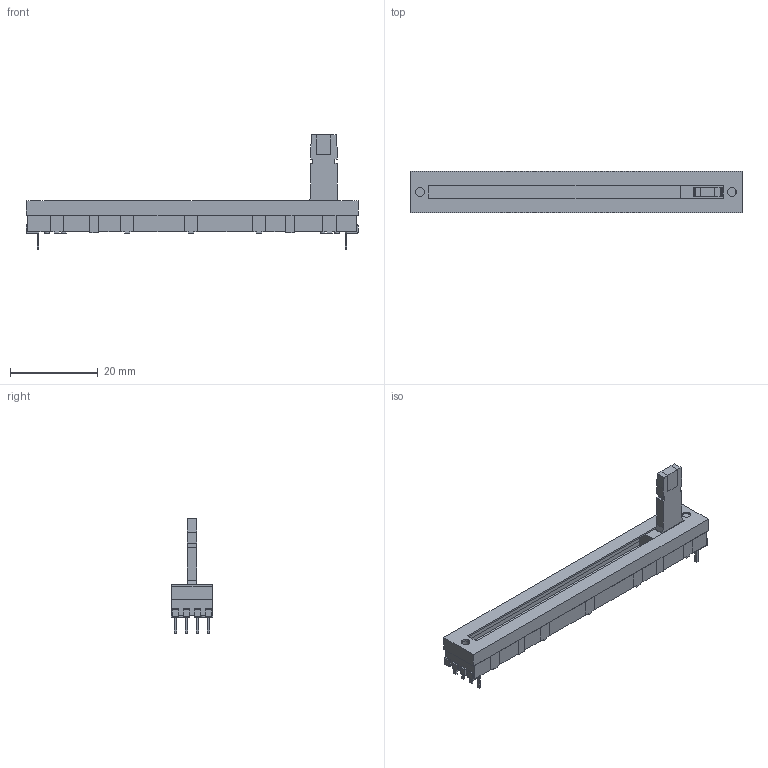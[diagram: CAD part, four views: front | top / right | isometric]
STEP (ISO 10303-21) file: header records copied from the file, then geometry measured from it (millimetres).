
FILE_DESCRIPTION((''),'2;1');
FILE_NAME('TRIM_BOURNS_PTL60-15R.stp','2014-04-08T13:36:28',(''),(''),'Mechanical Desktop 2011','Mechanical Desktop 2011',', , ');
FILE_SCHEMA(('AUTOMOTIVE_DESIGN { 1 2 10303 214 1 1 1 1 }'));
Length unit declared in the file: millimetre
Products named in the file (1): Product
Bounding box: 75.5 x 9.5 x 26 mm (x, y, z)
Volume: 3278.7 mm3; surface area: 8987 mm2
Topology: 33 solids, 33 shells, 419 faces, 1018 edges, 668 vertices
Faces by surface type: plane 300, bspline 80, cylinder 39
Entity records: 12174 total; most frequent: CARTESIAN_POINT 2416, ORIENTED_EDGE 2036, DIRECTION 1786, EDGE_CURVE 1018, VECTOR 930, LINE 930, VERTEX_POINT 668, EDGE_LOOP 434
